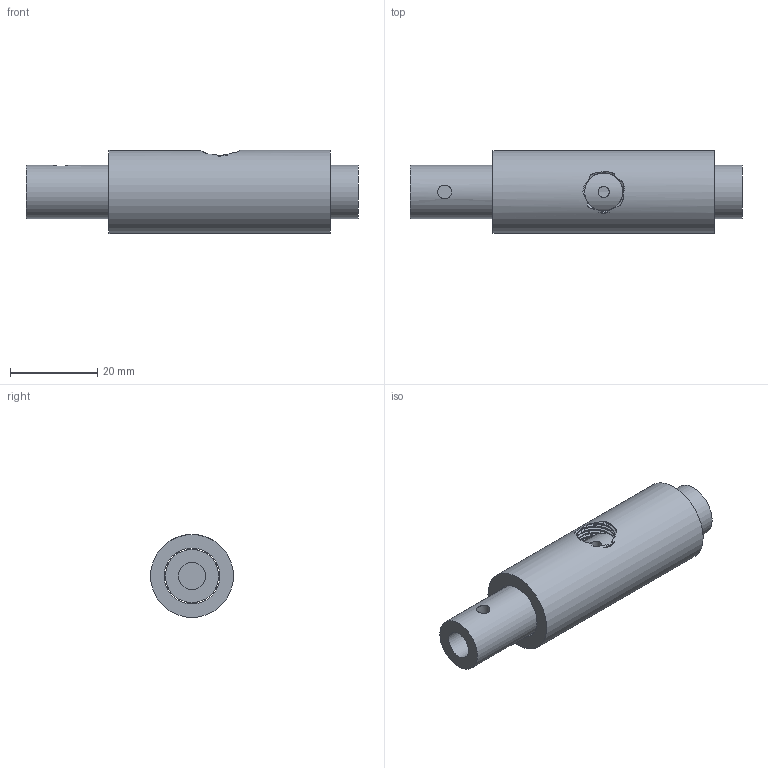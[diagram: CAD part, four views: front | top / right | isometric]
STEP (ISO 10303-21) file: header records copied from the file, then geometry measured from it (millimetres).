
FILE_DESCRIPTION(/* description */ (''),/* implementation_level */ '2;1');
FILE_NAME(/* name */ 'Spin Coater Rev1 v17.step',/* time_stamp */ '2016-07-26T11:34:36-07:00',/* author */ (''),/* organization */ (''),/* preprocessor_version */ 'ST-DEVELOPER v16.5',/* originating_system */ 'Autodesk Translation Framework v5.1.0.3141',/* authorisation */ '');
FILE_SCHEMA (('AUTOMOTIVE_DESIGN { 1 0 10303 214 3 1 1 }'));
Length unit declared in the file: centimetre
Products named in the file (3): Spin Coater Rev1 v17; Component2; Component3
Assembly tree (2 placements, depth 2):
  Spin Coater Rev1 v17
    Component2
    Component3
Bounding box: 76.2 x 19.05 x 19.05 mm (x, y, z)
Volume: 14500 mm3; surface area: 9930.8 mm2
Topology: 2 solids, 2 shells, 74 faces, 197 edges, 132 vertices
Faces by surface type: bspline 39, cylinder 22, plane 13
Full cylindrical faces by diameter (mm): 2.54 x6, 3.15 x1, 3.175 x1, 6.35 x1, 9.821 x2, 12.192 x3, 12.827 x1, 19.05 x1
Entity records: 5430 total; most frequent: CARTESIAN_POINT 3942, ORIENTED_EDGE 352, EDGE_CURVE 176, DIRECTION 150, B_SPLINE_CURVE_WITH_KNOTS 140, VERTEX_POINT 129, EDGE_LOOP 113, FACE_OUTER_BOUND 74
